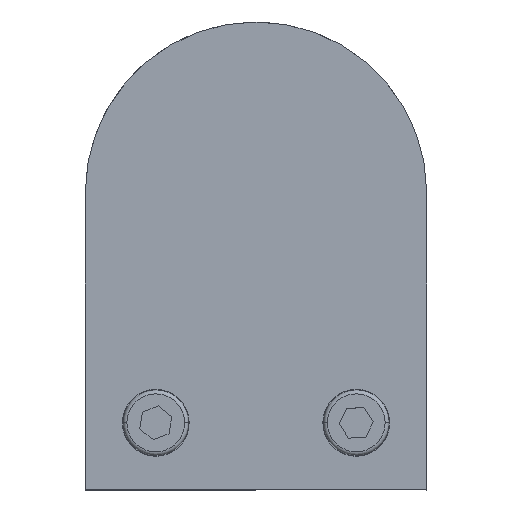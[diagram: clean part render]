
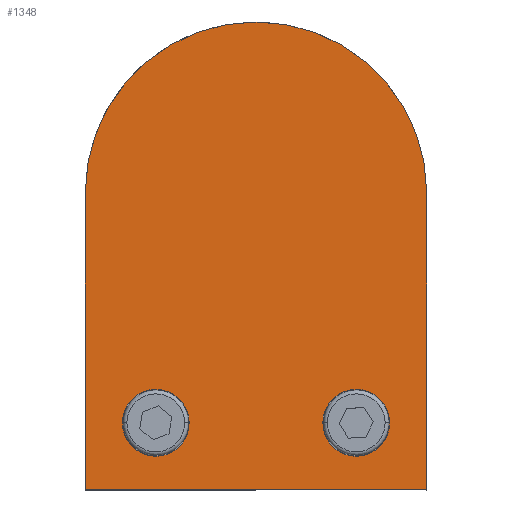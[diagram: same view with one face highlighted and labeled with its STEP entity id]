
A CAD part, top view. The second image highlights one B-rep face of the part: STEP entity #1348.
In plain terms, the highlighted planar face has unit normal (0, 0, 1).
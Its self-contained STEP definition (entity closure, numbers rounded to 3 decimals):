
#36 = DIRECTION ( 'NONE',  ( 1., 0., 0. ) ) ;
#126 = FACE_BOUND ( 'NONE', #267, .T. ) ;
#217 = CARTESIAN_POINT ( 'NONE',  ( 18., 26., 14.25 ) ) ;
#242 = DIRECTION ( 'NONE',  ( 1., 0., 0. ) ) ;
#256 = ORIENTED_EDGE ( 'NONE', *, *, #2483, .F. ) ;
#267 = EDGE_LOOP ( 'NONE', ( #1681, #256 ) ) ;
#338 = DIRECTION ( 'NONE',  ( -1., 0., 0. ) ) ;
#381 = EDGE_CURVE ( 'NONE', #2311, #798, #680, .T. ) ;
#405 = ORIENTED_EDGE ( 'NONE', *, *, #971, .F. ) ;
#472 = EDGE_CURVE ( 'NONE', #2223, #1031, #2044, .T. ) ;
#479 = DIRECTION ( 'NONE',  ( 1., 0., 0. ) ) ;
#507 = CIRCLE ( 'NONE', #1048, 4.5 ) ;
#530 = CARTESIAN_POINT ( 'NONE',  ( 0., 17., 14.25 ) ) ;
#625 = ORIENTED_EDGE ( 'NONE', *, *, #1915, .T. ) ;
#678 = VERTEX_POINT ( 'NONE', #778 ) ;
#680 = CIRCLE ( 'NONE', #1293, 4.5 ) ;
#696 = EDGE_CURVE ( 'NONE', #798, #2311, #1019, .T. ) ;
#727 = CARTESIAN_POINT ( 'NONE',  ( 0., 57., 14.25 ) ) ;
#739 = DIRECTION ( 'NONE',  ( 1., 0., 0. ) ) ;
#778 = CARTESIAN_POINT ( 'NONE',  ( -23., 17., 14.25 ) ) ;
#797 = DIRECTION ( 'NONE',  ( 0., 1., 0. ) ) ;
#798 = VERTEX_POINT ( 'NONE', #217 ) ;
#971 = EDGE_CURVE ( 'NONE', #2103, #678, #2095, .T. ) ;
#991 = EDGE_LOOP ( 'NONE', ( #405, #1754, #1951, #625 ) ) ;
#1000 = CARTESIAN_POINT ( 'NONE',  ( 0., 57., 14.25 ) ) ;
#1019 = CIRCLE ( 'NONE', #1675, 4.5 ) ;
#1031 = VERTEX_POINT ( 'NONE', #1179 ) ;
#1038 = DIRECTION ( 'NONE',  ( 1., 0., 0. ) ) ;
#1048 = AXIS2_PLACEMENT_3D ( 'NONE', #1920, #2248, #479 ) ;
#1049 = DIRECTION ( 'NONE',  ( 0., 0., 1. ) ) ;
#1058 = VECTOR ( 'NONE', #338, 1000. ) ;
#1073 = EDGE_CURVE ( 'NONE', #2103, #2223, #1153, .T. ) ;
#1075 = FACE_OUTER_BOUND ( 'NONE', #991, .T. ) ;
#1078 = CIRCLE ( 'NONE', #2312, 4.5 ) ;
#1104 = VERTEX_POINT ( 'NONE', #1540 ) ;
#1116 = CARTESIAN_POINT ( 'NONE',  ( -13.5, 26., 14.25 ) ) ;
#1120 = DIRECTION ( 'NONE',  ( 0., -1., 0. ) ) ;
#1134 = DIRECTION ( 'NONE',  ( 0., 0., 1. ) ) ;
#1153 = LINE ( 'NONE', #2364, #1337 ) ;
#1157 = CARTESIAN_POINT ( 'NONE',  ( 13.5, 26., 14.25 ) ) ;
#1179 = CARTESIAN_POINT ( 'NONE',  ( -23., 57., 14.25 ) ) ;
#1279 = DIRECTION ( 'NONE',  ( 0., 0., 1. ) ) ;
#1285 = CARTESIAN_POINT ( 'NONE',  ( 9., 26., 14.25 ) ) ;
#1293 = AXIS2_PLACEMENT_3D ( 'NONE', #1575, #2010, #36 ) ;
#1315 = PLANE ( 'NONE',  #2249 ) ;
#1337 = VECTOR ( 'NONE', #797, 1000. ) ;
#1348 = ADVANCED_FACE ( 'NONE', ( #126, #2509, #1075 ), #1315, .T. ) ;
#1366 = CARTESIAN_POINT ( 'NONE',  ( -18., 26., 14.25 ) ) ;
#1434 = VERTEX_POINT ( 'NONE', #1366 ) ;
#1540 = CARTESIAN_POINT ( 'NONE',  ( -9., 26., 14.25 ) ) ;
#1560 = DIRECTION ( 'NONE',  ( 1., 0., 0. ) ) ;
#1575 = CARTESIAN_POINT ( 'NONE',  ( 13.5, 26., 14.25 ) ) ;
#1675 = AXIS2_PLACEMENT_3D ( 'NONE', #1157, #1134, #1560 ) ;
#1681 = ORIENTED_EDGE ( 'NONE', *, *, #1937, .F. ) ;
#1712 = AXIS2_PLACEMENT_3D ( 'NONE', #1000, #1049, #1038 ) ;
#1720 = CARTESIAN_POINT ( 'NONE',  ( 23., 17., 14.25 ) ) ;
#1754 = ORIENTED_EDGE ( 'NONE', *, *, #1073, .T. ) ;
#1823 = ORIENTED_EDGE ( 'NONE', *, *, #696, .F. ) ;
#1876 = ORIENTED_EDGE ( 'NONE', *, *, #381, .F. ) ;
#1907 = LINE ( 'NONE', #2298, #2531 ) ;
#1915 = EDGE_CURVE ( 'NONE', #1031, #678, #1907, .T. ) ;
#1920 = CARTESIAN_POINT ( 'NONE',  ( -13.5, 26., 14.25 ) ) ;
#1937 = EDGE_CURVE ( 'NONE', #1104, #1434, #507, .T. ) ;
#1951 = ORIENTED_EDGE ( 'NONE', *, *, #472, .T. ) ;
#2010 = DIRECTION ( 'NONE',  ( 0., 0., 1. ) ) ;
#2044 = CIRCLE ( 'NONE', #1712, 23. ) ;
#2064 = CARTESIAN_POINT ( 'NONE',  ( 23., 57., 14.25 ) ) ;
#2095 = LINE ( 'NONE', #530, #1058 ) ;
#2103 = VERTEX_POINT ( 'NONE', #1720 ) ;
#2223 = VERTEX_POINT ( 'NONE', #2064 ) ;
#2248 = DIRECTION ( 'NONE',  ( 0., 0., 1. ) ) ;
#2249 = AXIS2_PLACEMENT_3D ( 'NONE', #727, #1279, #739 ) ;
#2298 = CARTESIAN_POINT ( 'NONE',  ( -23., 0., 14.25 ) ) ;
#2311 = VERTEX_POINT ( 'NONE', #1285 ) ;
#2312 = AXIS2_PLACEMENT_3D ( 'NONE', #1116, #2503, #242 ) ;
#2364 = CARTESIAN_POINT ( 'NONE',  ( 23., 0., 14.25 ) ) ;
#2368 = EDGE_LOOP ( 'NONE', ( #1823, #1876 ) ) ;
#2483 = EDGE_CURVE ( 'NONE', #1434, #1104, #1078, .T. ) ;
#2503 = DIRECTION ( 'NONE',  ( 0., 0., 1. ) ) ;
#2509 = FACE_BOUND ( 'NONE', #2368, .T. ) ;
#2531 = VECTOR ( 'NONE', #1120, 1000. ) ;
